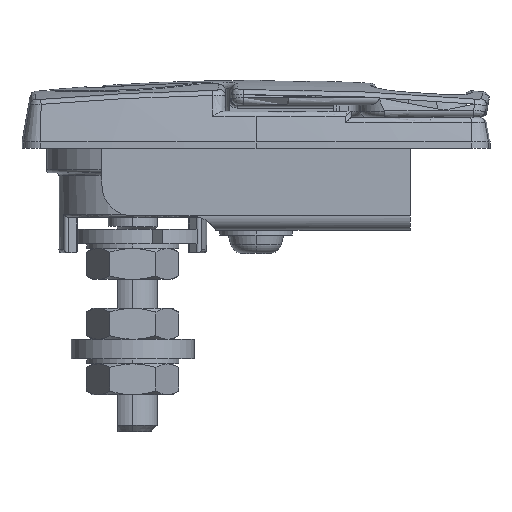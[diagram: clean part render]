
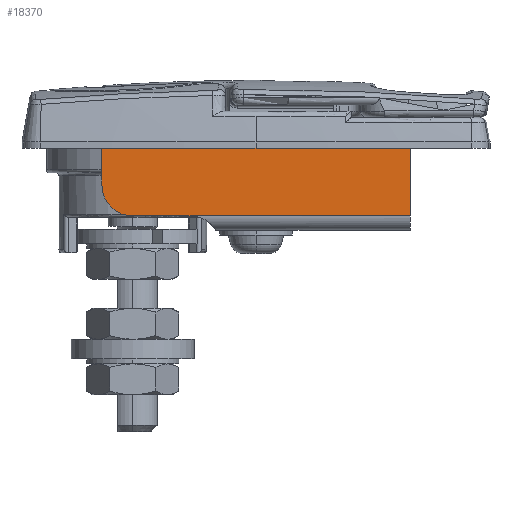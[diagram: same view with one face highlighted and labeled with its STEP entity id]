
A CAD part, left-side view. The second image highlights one B-rep face of the part: STEP entity #18370.
In plain terms, the highlighted planar face has unit normal (-1, 0, 0).
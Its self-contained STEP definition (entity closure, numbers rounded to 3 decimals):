
#6126 = CARTESIAN_POINT ( 'NONE',  ( -20., 25., 0. ) ) ;
#6127 = DIRECTION ( 'NONE',  ( 0., 0., 1. ) ) ;
#6128 = VECTOR ( 'NONE', #6127, 1000. ) ;
#6129 = CARTESIAN_POINT ( 'NONE',  ( -20., 25., 0. ) ) ;
#6130 = LINE ( 'NONE', #6129, #6128 ) ;
#6131 = CARTESIAN_POINT ( 'NONE',  ( -20., 25., -6. ) ) ;
#6167 = CARTESIAN_POINT ( 'NONE',  ( -20., 10.708, -11. ) ) ;
#6282 = DIRECTION ( 'NONE',  ( 0., -1., 0. ) ) ;
#6283 = VECTOR ( 'NONE', #6282, 1000. ) ;
#6284 = CARTESIAN_POINT ( 'NONE',  ( -20., 25., 0. ) ) ;
#6285 = LINE ( 'NONE', #6284, #6283 ) ;
#6291 = CARTESIAN_POINT ( 'NONE',  ( -20., -25., 0. ) ) ;
#6647 = DIRECTION ( 'NONE',  ( 0., 0., -1. ) ) ;
#6648 = DIRECTION ( 'NONE',  ( 1., 0., 0. ) ) ;
#6649 = CARTESIAN_POINT ( 'NONE',  ( -20., 25., 0. ) ) ;
#6650 = AXIS2_PLACEMENT_3D ( 'NONE', #6649, #6648, #6647 ) ;
#6651 = PLANE ( 'NONE',  #6650 ) ;
#6652 = FACE_OUTER_BOUND ( 'NONE', #18371, .T. ) ;
#6658 = CARTESIAN_POINT ( 'NONE',  ( -20., -25., -11. ) ) ;
#6659 = DIRECTION ( 'NONE',  ( 0., -1., 0. ) ) ;
#6660 = VECTOR ( 'NONE', #6659, 1000. ) ;
#6661 = CARTESIAN_POINT ( 'NONE',  ( -20., 25., -11. ) ) ;
#6662 = LINE ( 'NONE', #6661, #6660 ) ;
#6734 = CARTESIAN_POINT ( 'NONE',  ( -20., 20., -6. ) ) ;
#6784 = DIRECTION ( 'NONE',  ( 0., 0., 1. ) ) ;
#6785 = VECTOR ( 'NONE', #6784, 1000. ) ;
#6786 = CARTESIAN_POINT ( 'NONE',  ( -20., -25., 0. ) ) ;
#6787 = LINE ( 'NONE', #6786, #6785 ) ;
#6788 = DIRECTION ( 'NONE',  ( 0., -1., 0. ) ) ;
#6789 = VECTOR ( 'NONE', #6788, 1000. ) ;
#6790 = CARTESIAN_POINT ( 'NONE',  ( -20., 25., -11. ) ) ;
#6791 = LINE ( 'NONE', #6790, #6789 ) ;
#6792 = CARTESIAN_POINT ( 'NONE',  ( -20., 20., -11. ) ) ;
#6793 = DIRECTION ( 'NONE',  ( 0., 0., -1. ) ) ;
#6794 = DIRECTION ( 'NONE',  ( -1., 0., 0. ) ) ;
#6795 = AXIS2_PLACEMENT_3D ( 'NONE', #6734, #6794, #6793 ) ;
#6796 = CIRCLE ( 'NONE', #6795, 5. ) ;
#18117 = VERTEX_POINT ( 'NONE', #6131 ) ;
#18119 = EDGE_CURVE ( 'NONE', #18117, #18120, #6130, .T. ) ;
#18120 = VERTEX_POINT ( 'NONE', #6126 ) ;
#18130 = VERTEX_POINT ( 'NONE', #6167 ) ;
#18181 = VERTEX_POINT ( 'NONE', #6291 ) ;
#18187 = EDGE_CURVE ( 'NONE', #18120, #18181, #6285, .T. ) ;
#18364 = EDGE_CURVE ( 'NONE', #18130, #18365, #6662, .T. ) ;
#18365 = VERTEX_POINT ( 'NONE', #6658 ) ;
#18370 = ADVANCED_FACE ( 'NONE', ( #6652 ), #6651, .F. ) ;
#18371 = EDGE_LOOP ( 'NONE', ( #18430, #18431, #18434, #18436, #18437, #18439 ) ) ;
#18430 = ORIENTED_EDGE ( 'NONE', *, *, #18119, .F. ) ;
#18431 = ORIENTED_EDGE ( 'NONE', *, *, #18432, .T. ) ;
#18432 = EDGE_CURVE ( 'NONE', #18117, #18433, #6796, .T. ) ;
#18433 = VERTEX_POINT ( 'NONE', #6792 ) ;
#18434 = ORIENTED_EDGE ( 'NONE', *, *, #18435, .T. ) ;
#18435 = EDGE_CURVE ( 'NONE', #18433, #18130, #6791, .T. ) ;
#18436 = ORIENTED_EDGE ( 'NONE', *, *, #18364, .T. ) ;
#18437 = ORIENTED_EDGE ( 'NONE', *, *, #18438, .T. ) ;
#18438 = EDGE_CURVE ( 'NONE', #18365, #18181, #6787, .T. ) ;
#18439 = ORIENTED_EDGE ( 'NONE', *, *, #18187, .F. ) ;
